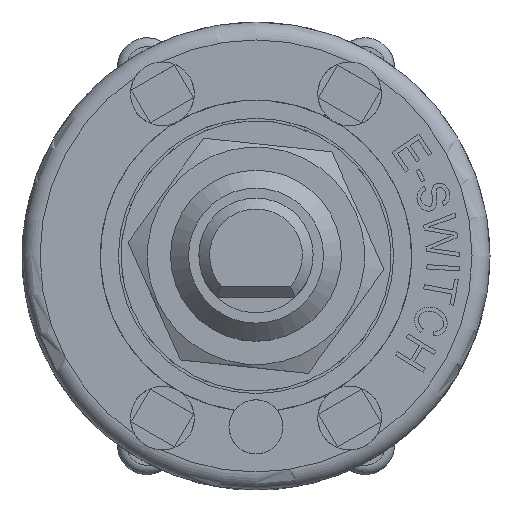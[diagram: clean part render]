
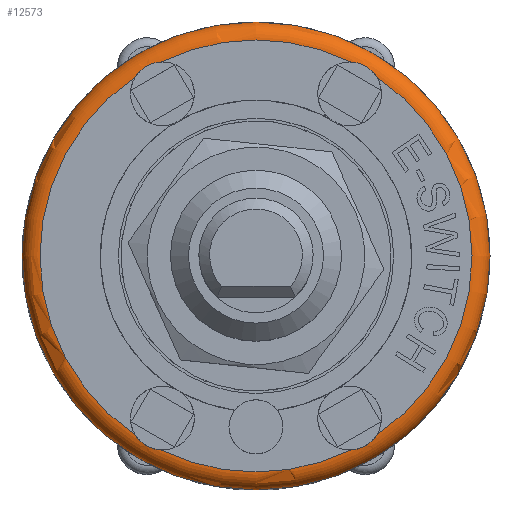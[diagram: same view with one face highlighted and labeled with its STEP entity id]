
A CAD part, top view. The second image highlights one B-rep face of the part: STEP entity #12573.
In plain terms, the highlighted toroidal (fillet/blend) face has major radius 12 mm and minor radius 1 mm.
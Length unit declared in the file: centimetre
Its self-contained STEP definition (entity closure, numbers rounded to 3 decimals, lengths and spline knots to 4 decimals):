
#26=TOROIDAL_SURFACE('',#13200,1.2,0.1);
#1105=B_SPLINE_CURVE_WITH_KNOTS('',3,(#21776,#21777,#21778,#21779,#21780,
#21781,#21782,#21783,#21784,#21785,#21786,#21787),.UNSPECIFIED.,.F.,.F.,
(4,2,2,2,2,4),(-0.2692,-0.2446,-0.216,
-0.1921,-0.1645,-0.1357),.UNSPECIFIED.);
#1106=B_SPLINE_CURVE_WITH_KNOTS('',3,(#21799,#21800,#21801,#21802,#21803,
#21804,#21805,#21806,#21807,#21808,#21809,#21810),.UNSPECIFIED.,.F.,.F.,
(4,2,2,2,2,4),(-0.2692,-0.2446,-0.216,
-0.1921,-0.1645,-0.1357),.UNSPECIFIED.);
#1107=B_SPLINE_CURVE_WITH_KNOTS('',3,(#21827,#21828,#21829,#21830,#21831,
#21832,#21833,#21834,#21835,#21836,#21837,#21838),.UNSPECIFIED.,.F.,.F.,
(4,2,2,2,2,4),(-0.2692,-0.2446,-0.216,
-0.1921,-0.1645,-0.1357),.UNSPECIFIED.);
#1108=B_SPLINE_CURVE_WITH_KNOTS('',3,(#21860,#21861,#21862,#21863,#21864,
#21865,#21866,#21867,#21868,#21869,#21870,#21871),.UNSPECIFIED.,.F.,.F.,
(4,2,2,2,2,4),(-0.2692,-0.2446,-0.216,
-0.1921,-0.1645,-0.1357),.UNSPECIFIED.);
#1742=FACE_OUTER_BOUND('',#2493,.T.);
#2493=EDGE_LOOP('',(#11590,#11591,#11592,#11593,#11594,#11595,#11596,#11597,
#11598,#11599,#11600,#11601));
#5254=CIRCLE('',#13153,1.3);
#5281=CIRCLE('',#13201,0.1);
#5282=CIRCLE('',#13202,1.2);
#5283=CIRCLE('',#13203,1.2);
#5284=CIRCLE('',#13204,1.2);
#5285=CIRCLE('',#13205,1.2);
#5286=CIRCLE('',#13206,1.2);
#6423=VERTEX_POINT('',#21738);
#6431=VERTEX_POINT('',#21774);
#6432=VERTEX_POINT('',#21775);
#6435=VERTEX_POINT('',#21797);
#6436=VERTEX_POINT('',#21798);
#6441=VERTEX_POINT('',#21825);
#6442=VERTEX_POINT('',#21826);
#6449=VERTEX_POINT('',#21858);
#6450=VERTEX_POINT('',#21859);
#6453=VERTEX_POINT('',#21881);
#8180=EDGE_CURVE('',#6423,#6423,#5254,.T.);
#8198=EDGE_CURVE('',#6431,#6432,#1105,.T.);
#8204=EDGE_CURVE('',#6435,#6436,#1106,.T.);
#8212=EDGE_CURVE('',#6441,#6442,#1107,.T.);
#8222=EDGE_CURVE('',#6449,#6450,#1108,.T.);
#8228=EDGE_CURVE('',#6423,#6453,#5281,.T.);
#8229=EDGE_CURVE('',#6453,#6441,#5282,.T.);
#8230=EDGE_CURVE('',#6442,#6435,#5283,.T.);
#8231=EDGE_CURVE('',#6436,#6431,#5284,.T.);
#8232=EDGE_CURVE('',#6432,#6449,#5285,.T.);
#8233=EDGE_CURVE('',#6450,#6453,#5286,.T.);
#11590=ORIENTED_EDGE('',*,*,#8180,.T.);
#11591=ORIENTED_EDGE('',*,*,#8228,.T.);
#11592=ORIENTED_EDGE('',*,*,#8229,.T.);
#11593=ORIENTED_EDGE('',*,*,#8212,.T.);
#11594=ORIENTED_EDGE('',*,*,#8230,.T.);
#11595=ORIENTED_EDGE('',*,*,#8204,.T.);
#11596=ORIENTED_EDGE('',*,*,#8231,.T.);
#11597=ORIENTED_EDGE('',*,*,#8198,.T.);
#11598=ORIENTED_EDGE('',*,*,#8232,.T.);
#11599=ORIENTED_EDGE('',*,*,#8222,.T.);
#11600=ORIENTED_EDGE('',*,*,#8233,.T.);
#11601=ORIENTED_EDGE('',*,*,#8228,.F.);
#12573=ADVANCED_FACE('',(#1742),#26,.T.);
#13153=AXIS2_PLACEMENT_3D('',#21739,#15582,#15583);
#13200=AXIS2_PLACEMENT_3D('',#21880,#15693,#15694);
#13201=AXIS2_PLACEMENT_3D('',#21882,#15695,#15696);
#13202=AXIS2_PLACEMENT_3D('',#21883,#15697,#15698);
#13203=AXIS2_PLACEMENT_3D('',#21884,#15699,#15700);
#13204=AXIS2_PLACEMENT_3D('',#21885,#15701,#15702);
#13205=AXIS2_PLACEMENT_3D('',#21886,#15703,#15704);
#13206=AXIS2_PLACEMENT_3D('',#21887,#15705,#15706);
#15582=DIRECTION('center_axis',(0.,0.,1.));
#15583=DIRECTION('ref_axis',(-1.,0.,0.));
#15693=DIRECTION('center_axis',(0.,0.,-1.));
#15694=DIRECTION('ref_axis',(-1.,0.,0.));
#15695=DIRECTION('center_axis',(0.,-1.,0.));
#15696=DIRECTION('ref_axis',(1.,0.,0.));
#15697=DIRECTION('center_axis',(0.,0.,-1.));
#15698=DIRECTION('ref_axis',(-1.,0.,0.));
#15699=DIRECTION('center_axis',(0.,0.,-1.));
#15700=DIRECTION('ref_axis',(-1.,0.,0.));
#15701=DIRECTION('center_axis',(0.,0.,-1.));
#15702=DIRECTION('ref_axis',(-1.,0.,0.));
#15703=DIRECTION('center_axis',(0.,0.,-1.));
#15704=DIRECTION('ref_axis',(-1.,0.,0.));
#15705=DIRECTION('center_axis',(0.,0.,-1.));
#15706=DIRECTION('ref_axis',(-1.,0.,0.));
#21738=CARTESIAN_POINT('',(1.3,0.,0.95));
#21739=CARTESIAN_POINT('Origin',(0.,0.,0.95));
#21774=CARTESIAN_POINT('',(-0.67,0.9955,1.05));
#21775=CARTESIAN_POINT('',(-0.5271,1.078,1.05));
#21776=CARTESIAN_POINT('Ctrl Pts',(-0.67,0.9955,
1.05));
#21777=CARTESIAN_POINT('Ctrl Pts',(-0.6646,1.0041,
1.05));
#21778=CARTESIAN_POINT('Ctrl Pts',(-0.6583,1.0124,
1.0498));
#21779=CARTESIAN_POINT('Ctrl Pts',(-0.6428,1.0294,
1.0491));
#21780=CARTESIAN_POINT('Ctrl Pts',(-0.6335,1.0377,
1.0488));
#21781=CARTESIAN_POINT('Ctrl Pts',(-0.615,1.051,1.0484));
#21782=CARTESIAN_POINT('Ctrl Pts',(-0.6061,1.0563,
1.0484));
#21783=CARTESIAN_POINT('Ctrl Pts',(-0.5859,1.0659,1.0487));
#21784=CARTESIAN_POINT('Ctrl Pts',(-0.5747,1.07,1.049));
#21785=CARTESIAN_POINT('Ctrl Pts',(-0.551,1.0759,1.0497));
#21786=CARTESIAN_POINT('Ctrl Pts',(-0.539,1.0775,
1.05));
#21787=CARTESIAN_POINT('Ctrl Pts',(-0.5271,1.078,
1.05));
#21797=CARTESIAN_POINT('',(-0.5271,-1.078,1.05));
#21798=CARTESIAN_POINT('',(-0.67,-0.9955,1.05));
#21799=CARTESIAN_POINT('Ctrl Pts',(-0.5271,-1.078,
1.05));
#21800=CARTESIAN_POINT('Ctrl Pts',(-0.5373,-1.0776,
1.05));
#21801=CARTESIAN_POINT('Ctrl Pts',(-0.5476,-1.0763,
1.0498));
#21802=CARTESIAN_POINT('Ctrl Pts',(-0.5701,-1.0714,1.0491));
#21803=CARTESIAN_POINT('Ctrl Pts',(-0.5819,-1.0675,
1.0488));
#21804=CARTESIAN_POINT('Ctrl Pts',(-0.6027,-1.0581,
1.0484));
#21805=CARTESIAN_POINT('Ctrl Pts',(-0.6117,-1.053,
1.0484));
#21806=CARTESIAN_POINT('Ctrl Pts',(-0.6301,-1.0404,
1.0487));
#21807=CARTESIAN_POINT('Ctrl Pts',(-0.6393,-1.0327,
1.049));
#21808=CARTESIAN_POINT('Ctrl Pts',(-0.6562,-1.0151,
1.0497));
#21809=CARTESIAN_POINT('Ctrl Pts',(-0.6637,-1.0055,
1.05));
#21810=CARTESIAN_POINT('Ctrl Pts',(-0.67,-0.9955,
1.05));
#21825=CARTESIAN_POINT('',(0.67,-0.9955,1.05));
#21826=CARTESIAN_POINT('',(0.5271,-1.078,1.05));
#21827=CARTESIAN_POINT('Ctrl Pts',(0.67,-0.9955,
1.05));
#21828=CARTESIAN_POINT('Ctrl Pts',(0.6646,-1.0041,
1.05));
#21829=CARTESIAN_POINT('Ctrl Pts',(0.6583,-1.0124,
1.0498));
#21830=CARTESIAN_POINT('Ctrl Pts',(0.6428,-1.0294,
1.0491));
#21831=CARTESIAN_POINT('Ctrl Pts',(0.6335,-1.0377,
1.0488));
#21832=CARTESIAN_POINT('Ctrl Pts',(0.615,-1.051,
1.0484));
#21833=CARTESIAN_POINT('Ctrl Pts',(0.6061,-1.0563,
1.0484));
#21834=CARTESIAN_POINT('Ctrl Pts',(0.5859,-1.0659,1.0487));
#21835=CARTESIAN_POINT('Ctrl Pts',(0.5747,-1.07,1.049));
#21836=CARTESIAN_POINT('Ctrl Pts',(0.551,-1.0759,
1.0497));
#21837=CARTESIAN_POINT('Ctrl Pts',(0.539,-1.0775,
1.05));
#21838=CARTESIAN_POINT('Ctrl Pts',(0.5271,-1.078,
1.05));
#21858=CARTESIAN_POINT('',(0.5271,1.078,1.05));
#21859=CARTESIAN_POINT('',(0.67,0.9955,1.05));
#21860=CARTESIAN_POINT('Ctrl Pts',(0.5271,1.078,1.05));
#21861=CARTESIAN_POINT('Ctrl Pts',(0.5373,1.0776,1.05));
#21862=CARTESIAN_POINT('Ctrl Pts',(0.5476,1.0763,1.0498));
#21863=CARTESIAN_POINT('Ctrl Pts',(0.5701,1.0714,1.0491));
#21864=CARTESIAN_POINT('Ctrl Pts',(0.5819,1.0675,1.0488));
#21865=CARTESIAN_POINT('Ctrl Pts',(0.6027,1.0581,1.0484));
#21866=CARTESIAN_POINT('Ctrl Pts',(0.6117,1.053,1.0484));
#21867=CARTESIAN_POINT('Ctrl Pts',(0.6301,1.0404,1.0487));
#21868=CARTESIAN_POINT('Ctrl Pts',(0.6393,1.0327,1.049));
#21869=CARTESIAN_POINT('Ctrl Pts',(0.6562,1.0151,1.0497));
#21870=CARTESIAN_POINT('Ctrl Pts',(0.6637,1.0055,1.05));
#21871=CARTESIAN_POINT('Ctrl Pts',(0.67,0.9955,
1.05));
#21880=CARTESIAN_POINT('Origin',(0.,0.,0.95));
#21881=CARTESIAN_POINT('',(1.2,0.,1.05));
#21882=CARTESIAN_POINT('Origin',(1.2,0.,0.95));
#21883=CARTESIAN_POINT('Origin',(0.,0.,1.05));
#21884=CARTESIAN_POINT('Origin',(0.,0.,1.05));
#21885=CARTESIAN_POINT('Origin',(0.,0.,1.05));
#21886=CARTESIAN_POINT('Origin',(0.,0.,1.05));
#21887=CARTESIAN_POINT('Origin',(0.,0.,1.05));
